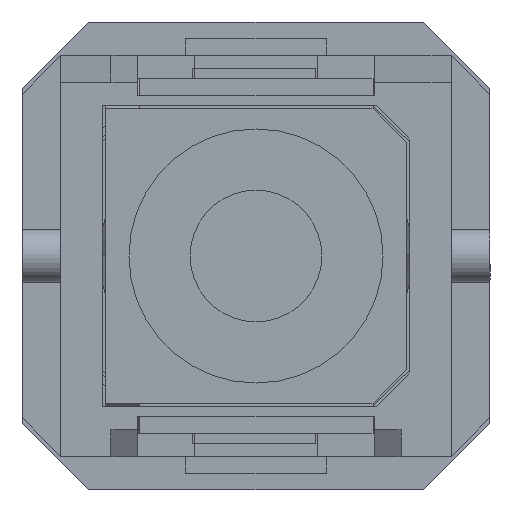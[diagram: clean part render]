
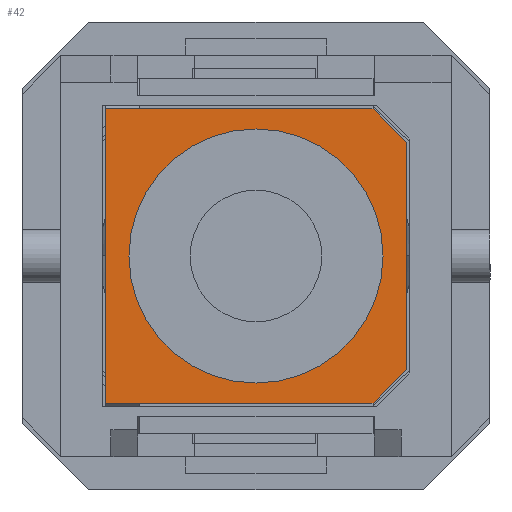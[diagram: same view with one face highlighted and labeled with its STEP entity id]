
A CAD part, front view. The second image highlights one B-rep face of the part: STEP entity #42.
In plain terms, the highlighted face is planar.
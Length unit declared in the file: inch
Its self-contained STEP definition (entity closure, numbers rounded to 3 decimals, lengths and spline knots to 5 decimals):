
#3 = VERTEX_POINT ( 'NONE', #683 ) ;
#14 = EDGE_CURVE ( 'NONE', #168, #116, #715, .T. ) ;
#42 = ADVANCED_FACE ( 'NONE', ( #757, #756 ), #755, .F. ) ;
#49 = ORIENTED_EDGE ( 'NONE', *, *, #50, .T. ) ;
#50 = EDGE_CURVE ( 'NONE', #84, #121, #847, .T. ) ;
#72 = EDGE_LOOP ( 'NONE', ( #73, #106 ) ) ;
#73 = ORIENTED_EDGE ( 'NONE', *, *, #74, .F. ) ;
#74 = EDGE_CURVE ( 'NONE', #4729, #4630, #733, .T. ) ;
#84 = VERTEX_POINT ( 'NONE', #867 ) ;
#86 = EDGE_CURVE ( 'NONE', #171, #84, #1024, .T. ) ;
#106 = ORIENTED_EDGE ( 'NONE', *, *, #4728, .F. ) ;
#107 = ORIENTED_EDGE ( 'NONE', *, *, #14, .T. ) ;
#116 = VERTEX_POINT ( 'NONE', #890 ) ;
#118 = EDGE_CURVE ( 'NONE', #121, #3, #939, .T. ) ;
#121 = VERTEX_POINT ( 'NONE', #1002 ) ;
#159 = ORIENTED_EDGE ( 'NONE', *, *, #118, .T. ) ;
#160 = ORIENTED_EDGE ( 'NONE', *, *, #170, .T. ) ;
#168 = VERTEX_POINT ( 'NONE', #946 ) ;
#170 = EDGE_CURVE ( 'NONE', #3, #168, #945, .T. ) ;
#171 = VERTEX_POINT ( 'NONE', #864 ) ;
#435 = ORIENTED_EDGE ( 'NONE', *, *, #436, .T. ) ;
#436 = EDGE_CURVE ( 'NONE', #116, #171, #1608, .T. ) ;
#437 = ORIENTED_EDGE ( 'NONE', *, *, #86, .T. ) ;
#439 = EDGE_LOOP ( 'NONE', ( #107, #435, #437, #49, #159, #160 ) ) ;
#683 = CARTESIAN_POINT ( 'NONE',  ( -0.11, 0.296, 0.1125 ) ) ;
#712 = DIRECTION ( 'NONE',  ( 0., 0., -1. ) ) ;
#713 = VECTOR ( 'NONE', #712, 39.37008 ) ;
#714 = CARTESIAN_POINT ( 'NONE',  ( 0.11, 0.296, 0.1125 ) ) ;
#715 = LINE ( 'NONE', #714, #713 ) ;
#729 = DIRECTION ( 'NONE',  ( 0., 0., 1. ) ) ;
#730 = DIRECTION ( 'NONE',  ( 0., 1., 0. ) ) ;
#731 = CARTESIAN_POINT ( 'NONE',  ( 0., 0.296, 0. ) ) ;
#732 = AXIS2_PLACEMENT_3D ( 'NONE', #731, #730, #729 ) ;
#733 = CIRCLE ( 'NONE', #732, 0.095 ) ;
#755 = PLANE ( 'NONE',  #829 ) ;
#756 = FACE_OUTER_BOUND ( 'NONE', #439, .T. ) ;
#757 = FACE_BOUND ( 'NONE', #72, .T. ) ;
#826 = DIRECTION ( 'NONE',  ( 0., 0., -1. ) ) ;
#827 = DIRECTION ( 'NONE',  ( 0., -1., 0. ) ) ;
#828 = CARTESIAN_POINT ( 'NONE',  ( -0.11, 0.296, -0.1125 ) ) ;
#829 = AXIS2_PLACEMENT_3D ( 'NONE', #828, #827, #826 ) ;
#844 = DIRECTION ( 'NONE',  ( -0.707, 0., 0.707 ) ) ;
#845 = VECTOR ( 'NONE', #844, 39.37008 ) ;
#846 = CARTESIAN_POINT ( 'NONE',  ( -0.11, 0.296, -0.0875 ) ) ;
#847 = LINE ( 'NONE', #846, #845 ) ;
#864 = CARTESIAN_POINT ( 'NONE',  ( 0.085, 0.296, -0.1125 ) ) ;
#865 = DIRECTION ( 'NONE',  ( 1., 0., 0. ) ) ;
#866 = VECTOR ( 'NONE', #865, 39.37008 ) ;
#867 = CARTESIAN_POINT ( 'NONE',  ( -0.085, 0.296, -0.1125 ) ) ;
#890 = CARTESIAN_POINT ( 'NONE',  ( 0.11, 0.296, -0.0875 ) ) ;
#936 = DIRECTION ( 'NONE',  ( 0., 0., 1. ) ) ;
#937 = VECTOR ( 'NONE', #936, 39.37008 ) ;
#938 = CARTESIAN_POINT ( 'NONE',  ( -0.11, 0.296, 0.1125 ) ) ;
#939 = LINE ( 'NONE', #938, #937 ) ;
#944 = CARTESIAN_POINT ( 'NONE',  ( -0.11, 0.296, 0.1125 ) ) ;
#945 = LINE ( 'NONE', #944, #866 ) ;
#946 = CARTESIAN_POINT ( 'NONE',  ( 0.11, 0.296, 0.1125 ) ) ;
#1002 = CARTESIAN_POINT ( 'NONE',  ( -0.11, 0.296, -0.0875 ) ) ;
#1021 = DIRECTION ( 'NONE',  ( -1., 0., 0. ) ) ;
#1022 = VECTOR ( 'NONE', #1021, 39.37008 ) ;
#1023 = CARTESIAN_POINT ( 'NONE',  ( -0.11, 0.296, -0.1125 ) ) ;
#1024 = LINE ( 'NONE', #1023, #1022 ) ;
#1605 = DIRECTION ( 'NONE',  ( -0.707, 0., -0.707 ) ) ;
#1606 = VECTOR ( 'NONE', #1605, 39.37008 ) ;
#1607 = CARTESIAN_POINT ( 'NONE',  ( 0.085, 0.296, -0.1125 ) ) ;
#1608 = LINE ( 'NONE', #1607, #1606 ) ;
#1986 = CARTESIAN_POINT ( 'NONE',  ( 0., 0.296, -0.095 ) ) ;
#2168 = AXIS2_PLACEMENT_3D ( 'NONE', #2242, #2241, #2240 ) ;
#2169 = CIRCLE ( 'NONE', #2168, 0.095 ) ;
#2239 = CARTESIAN_POINT ( 'NONE',  ( 0., 0.296, 0.095 ) ) ;
#2240 = DIRECTION ( 'NONE',  ( 0., 0., 1. ) ) ;
#2241 = DIRECTION ( 'NONE',  ( 0., 1., 0. ) ) ;
#2242 = CARTESIAN_POINT ( 'NONE',  ( 0., 0.296, 0. ) ) ;
#4630 = VERTEX_POINT ( 'NONE', #1986 ) ;
#4728 = EDGE_CURVE ( 'NONE', #4630, #4729, #2169, .T. ) ;
#4729 = VERTEX_POINT ( 'NONE', #2239 ) ;
